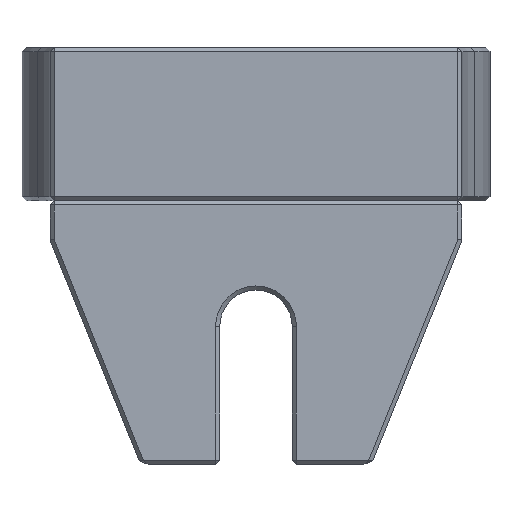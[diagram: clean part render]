
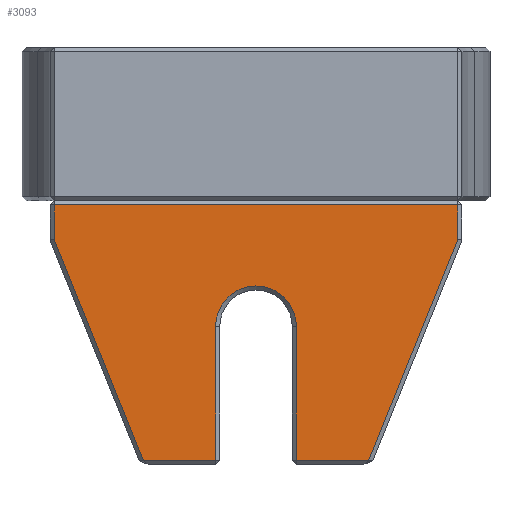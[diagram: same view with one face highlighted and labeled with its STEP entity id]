
A CAD part, front view. The second image highlights one B-rep face of the part: STEP entity #3093.
In plain terms, the highlighted planar face has unit normal (0, -1, 0).
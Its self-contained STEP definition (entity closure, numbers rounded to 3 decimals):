
#22 = DIRECTION ( 'NONE',  ( 0., 0., -1. ) ) ;
#122 = CARTESIAN_POINT ( 'NONE',  ( -12.25, 0., -11.638 ) ) ;
#133 = EDGE_CURVE ( 'NONE', #779, #5291, #3993, .T. ) ;
#173 = DIRECTION ( 'NONE',  ( 0.375, 0., -0.927 ) ) ;
#183 = LINE ( 'NONE', #6366, #1239 ) ;
#252 = CARTESIAN_POINT ( 'NONE',  ( -2.45, 0., -16.92 ) ) ;
#467 = FACE_OUTER_BOUND ( 'NONE', #3335, .T. ) ;
#505 = DIRECTION ( 'NONE',  ( 0., 1., 0. ) ) ;
#512 = EDGE_CURVE ( 'NONE', #4044, #1443, #183, .T. ) ;
#618 = EDGE_CURVE ( 'NONE', #6662, #4044, #659, .T. ) ;
#638 = CARTESIAN_POINT ( 'NONE',  ( 12.25, 0., -9.3 ) ) ;
#659 = LINE ( 'NONE', #6703, #743 ) ;
#743 = VECTOR ( 'NONE', #22, 1000. ) ;
#779 = VERTEX_POINT ( 'NONE', #4895 ) ;
#869 = LINE ( 'NONE', #4349, #1621 ) ;
#967 = VERTEX_POINT ( 'NONE', #5680 ) ;
#999 = CARTESIAN_POINT ( 'NONE',  ( 0., 0., -16.92 ) ) ;
#1131 = CARTESIAN_POINT ( 'NONE',  ( 12.25, 0., -9.55 ) ) ;
#1192 = PLANE ( 'NONE',  #2416 ) ;
#1200 = VECTOR ( 'NONE', #5451, 1000. ) ;
#1228 = CARTESIAN_POINT ( 'NONE',  ( 12.25, 0., -11.638 ) ) ;
#1239 = VECTOR ( 'NONE', #173, 1000. ) ;
#1249 = VECTOR ( 'NONE', #3309, 1000. ) ;
#1400 = EDGE_CURVE ( 'NONE', #5392, #5090, #869, .T. ) ;
#1443 = VERTEX_POINT ( 'NONE', #4917 ) ;
#1489 = ORIENTED_EDGE ( 'NONE', *, *, #618, .T. ) ;
#1535 = DIRECTION ( 'NONE',  ( 0., 0., -1. ) ) ;
#1621 = VECTOR ( 'NONE', #3348, 1000. ) ;
#1704 = LINE ( 'NONE', #252, #1200 ) ;
#1772 = EDGE_CURVE ( 'NONE', #3925, #6662, #3905, .T. ) ;
#2010 = LINE ( 'NONE', #3639, #5547 ) ;
#2132 = VERTEX_POINT ( 'NONE', #1228 ) ;
#2267 = LINE ( 'NONE', #2962, #3428 ) ;
#2282 = DIRECTION ( 'NONE',  ( 0., 0., 1. ) ) ;
#2314 = ORIENTED_EDGE ( 'NONE', *, *, #1772, .T. ) ;
#2416 = AXIS2_PLACEMENT_3D ( 'NONE', #3911, #3353, #3863 ) ;
#2613 = LINE ( 'NONE', #6218, #4733 ) ;
#2753 = ORIENTED_EDGE ( 'NONE', *, *, #6174, .T. ) ;
#2932 = EDGE_CURVE ( 'NONE', #967, #779, #1704, .T. ) ;
#2962 = CARTESIAN_POINT ( 'NONE',  ( -2.2, 0., -25.05 ) ) ;
#3037 = ORIENTED_EDGE ( 'NONE', *, *, #4872, .T. ) ;
#3090 = CARTESIAN_POINT ( 'NONE',  ( 2.45, 0., -25.05 ) ) ;
#3093 = ADVANCED_FACE ( 'NONE', ( #467 ), #1192, .T. ) ;
#3253 = EDGE_CURVE ( 'NONE', #5291, #5392, #2613, .T. ) ;
#3309 = DIRECTION ( 'NONE',  ( -1., 0., 0. ) ) ;
#3335 = EDGE_LOOP ( 'NONE', ( #3037, #2314, #1489, #6777, #2753, #4651, #4807, #6269, #4620, #4021 ) ) ;
#3348 = DIRECTION ( 'NONE',  ( 1., 0., 0. ) ) ;
#3352 = CARTESIAN_POINT ( 'NONE',  ( -14.2, 0., -9.55 ) ) ;
#3353 = DIRECTION ( 'NONE',  ( 0., -1., 0. ) ) ;
#3428 = VECTOR ( 'NONE', #3495, 1000. ) ;
#3495 = DIRECTION ( 'NONE',  ( 1., 0., 0. ) ) ;
#3639 = CARTESIAN_POINT ( 'NONE',  ( 9.35, 0., -18.815 ) ) ;
#3828 = VECTOR ( 'NONE', #2282, 1000. ) ;
#3863 = DIRECTION ( 'NONE',  ( 0., 0., -1. ) ) ;
#3905 = LINE ( 'NONE', #3352, #1249 ) ;
#3911 = CARTESIAN_POINT ( 'NONE',  ( -14.2, 0., -9.3 ) ) ;
#3925 = VERTEX_POINT ( 'NONE', #1131 ) ;
#3993 = CIRCLE ( 'NONE', #4415, 2.45 ) ;
#4021 = ORIENTED_EDGE ( 'NONE', *, *, #6529, .T. ) ;
#4044 = VERTEX_POINT ( 'NONE', #122 ) ;
#4349 = CARTESIAN_POINT ( 'NONE',  ( 7., 0., -25.05 ) ) ;
#4415 = AXIS2_PLACEMENT_3D ( 'NONE', #999, #505, #1535 ) ;
#4470 = LINE ( 'NONE', #638, #3828 ) ;
#4551 = DIRECTION ( 'NONE',  ( 0., 0., -1. ) ) ;
#4620 = ORIENTED_EDGE ( 'NONE', *, *, #1400, .T. ) ;
#4651 = ORIENTED_EDGE ( 'NONE', *, *, #2932, .T. ) ;
#4700 = DIRECTION ( 'NONE',  ( 0.375, 0., 0.927 ) ) ;
#4733 = VECTOR ( 'NONE', #4551, 1000. ) ;
#4807 = ORIENTED_EDGE ( 'NONE', *, *, #133, .T. ) ;
#4872 = EDGE_CURVE ( 'NONE', #2132, #3925, #4470, .T. ) ;
#4895 = CARTESIAN_POINT ( 'NONE',  ( -2.45, 0., -16.92 ) ) ;
#4917 = CARTESIAN_POINT ( 'NONE',  ( -6.831, 0., -25.05 ) ) ;
#5090 = VERTEX_POINT ( 'NONE', #5802 ) ;
#5291 = VERTEX_POINT ( 'NONE', #6018 ) ;
#5392 = VERTEX_POINT ( 'NONE', #3090 ) ;
#5451 = DIRECTION ( 'NONE',  ( 0., 0., 1. ) ) ;
#5547 = VECTOR ( 'NONE', #4700, 1000. ) ;
#5680 = CARTESIAN_POINT ( 'NONE',  ( -2.45, 0., -25.05 ) ) ;
#5802 = CARTESIAN_POINT ( 'NONE',  ( 6.831, 0., -25.05 ) ) ;
#6018 = CARTESIAN_POINT ( 'NONE',  ( 2.45, 0., -16.92 ) ) ;
#6174 = EDGE_CURVE ( 'NONE', #1443, #967, #2267, .T. ) ;
#6218 = CARTESIAN_POINT ( 'NONE',  ( 2.45, 0., -25.3 ) ) ;
#6269 = ORIENTED_EDGE ( 'NONE', *, *, #3253, .T. ) ;
#6366 = CARTESIAN_POINT ( 'NONE',  ( -13.336, 0., -8.951 ) ) ;
#6375 = CARTESIAN_POINT ( 'NONE',  ( -12.25, 0., -9.55 ) ) ;
#6529 = EDGE_CURVE ( 'NONE', #5090, #2132, #2010, .T. ) ;
#6662 = VERTEX_POINT ( 'NONE', #6375 ) ;
#6703 = CARTESIAN_POINT ( 'NONE',  ( -12.25, 0., -11.687 ) ) ;
#6777 = ORIENTED_EDGE ( 'NONE', *, *, #512, .T. ) ;
